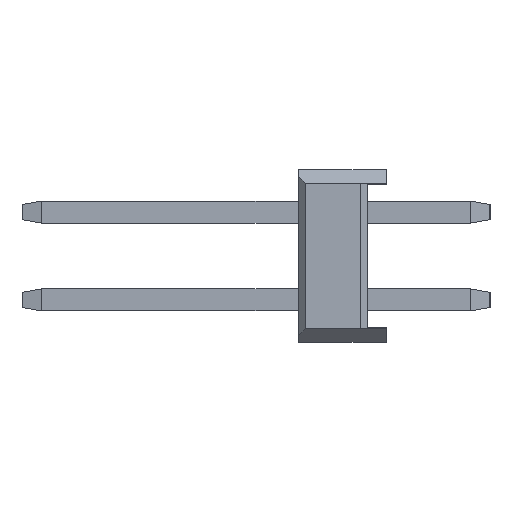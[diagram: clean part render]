
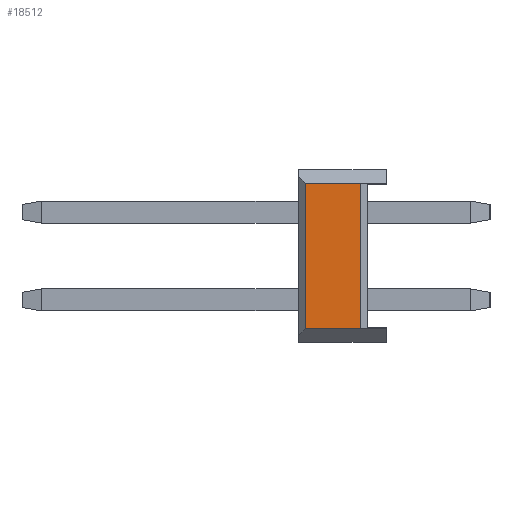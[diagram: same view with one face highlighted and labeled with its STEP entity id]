
A CAD part, left-side view. The second image highlights one B-rep face of the part: STEP entity #18512.
In plain terms, the highlighted planar face has unit normal (-1, 0, 0).
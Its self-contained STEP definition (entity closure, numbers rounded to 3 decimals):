
#504 = VERTEX_POINT ( 'NONE', #26616 ) ;
#1041 = ORIENTED_EDGE ( 'NONE', *, *, #10691, .F. ) ;
#1732 = EDGE_LOOP ( 'NONE', ( #1041, #25244, #19094, #8301 ) ) ;
#4206 = EDGE_CURVE ( 'NONE', #9532, #20921, #28305, .T. ) ;
#6015 = DIRECTION ( 'NONE',  ( 0., -1., 0. ) ) ;
#8301 = ORIENTED_EDGE ( 'NONE', *, *, #4206, .T. ) ;
#8461 = AXIS2_PLACEMENT_3D ( 'NONE', #17057, #12200, #29862 ) ;
#8696 = CARTESIAN_POINT ( 'NONE',  ( -1.27, 2.34, 2.1 ) ) ;
#9532 = VERTEX_POINT ( 'NONE', #16363 ) ;
#9640 = PLANE ( 'NONE',  #8461 ) ;
#10691 = EDGE_CURVE ( 'NONE', #31462, #20921, #11495, .T. ) ;
#11495 = LINE ( 'NONE', #18602, #30845 ) ;
#12200 = DIRECTION ( 'NONE',  ( 1., 0., 0. ) ) ;
#15401 = DIRECTION ( 'NONE',  ( 0., -1., 0. ) ) ;
#15473 = CARTESIAN_POINT ( 'NONE',  ( -1.27, 2.34, 2.1 ) ) ;
#16246 = LINE ( 'NONE', #30492, #27745 ) ;
#16338 = DIRECTION ( 'NONE',  ( 0., 0., -1. ) ) ;
#16363 = CARTESIAN_POINT ( 'NONE',  ( -1.27, 0.74, -2.1 ) ) ;
#17057 = CARTESIAN_POINT ( 'NONE',  ( -1.27, 2.54, 2.1 ) ) ;
#18512 = ADVANCED_FACE ( 'NONE', ( #29627 ), #9640, .F. ) ;
#18602 = CARTESIAN_POINT ( 'NONE',  ( -1.27, 2.54, 2.1 ) ) ;
#18606 = LINE ( 'NONE', #8696, #23780 ) ;
#19094 = ORIENTED_EDGE ( 'NONE', *, *, #22807, .T. ) ;
#20921 = VERTEX_POINT ( 'NONE', #29828 ) ;
#21512 = DIRECTION ( 'NONE',  ( 0., 0., 1. ) ) ;
#21593 = VECTOR ( 'NONE', #21512, 1000. ) ;
#22807 = EDGE_CURVE ( 'NONE', #504, #9532, #16246, .T. ) ;
#23780 = VECTOR ( 'NONE', #16338, 1000. ) ;
#25244 = ORIENTED_EDGE ( 'NONE', *, *, #31658, .T. ) ;
#26616 = CARTESIAN_POINT ( 'NONE',  ( -1.27, 2.34, -2.1 ) ) ;
#27745 = VECTOR ( 'NONE', #15401, 1000. ) ;
#28305 = LINE ( 'NONE', #31565, #21593 ) ;
#29627 = FACE_OUTER_BOUND ( 'NONE', #1732, .T. ) ;
#29828 = CARTESIAN_POINT ( 'NONE',  ( -1.27, 0.74, 2.1 ) ) ;
#29862 = DIRECTION ( 'NONE',  ( 0., 0., -1. ) ) ;
#30492 = CARTESIAN_POINT ( 'NONE',  ( -1.27, 2.54, -2.1 ) ) ;
#30845 = VECTOR ( 'NONE', #6015, 1000. ) ;
#31462 = VERTEX_POINT ( 'NONE', #15473 ) ;
#31565 = CARTESIAN_POINT ( 'NONE',  ( -1.27, 0.74, -2.1 ) ) ;
#31658 = EDGE_CURVE ( 'NONE', #31462, #504, #18606, .T. ) ;
